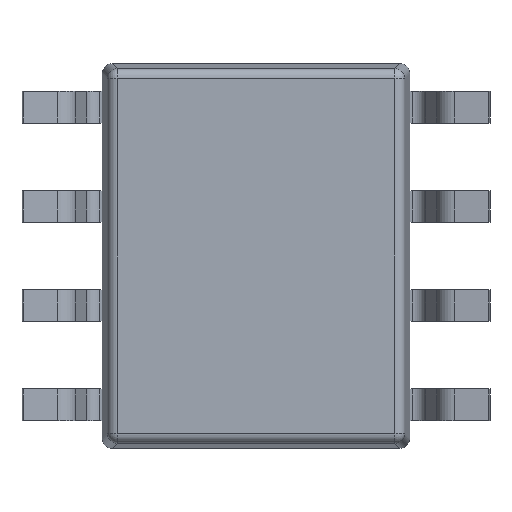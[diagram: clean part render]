
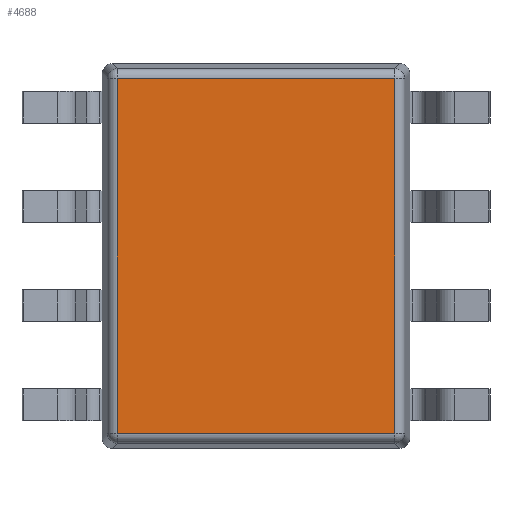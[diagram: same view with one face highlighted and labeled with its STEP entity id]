
A CAD part, front view. The second image highlights one B-rep face of the part: STEP entity #4688.
In plain terms, the highlighted planar face has unit normal (0, -1, 0).
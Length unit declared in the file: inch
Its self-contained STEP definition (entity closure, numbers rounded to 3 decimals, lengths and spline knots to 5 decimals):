
#156 = VECTOR ( 'NONE', #3956, 39.37008 ) ;
#761 = EDGE_LOOP ( 'NONE', ( #1024, #4637, #927, #2931 ) ) ;
#900 = CARTESIAN_POINT ( 'NONE',  ( -0.06999, 0.0098, -0.08949 ) ) ;
#927 = ORIENTED_EDGE ( 'NONE', *, *, #3312, .T. ) ;
#931 = CARTESIAN_POINT ( 'NONE',  ( -0.06999, 0.0098, -0.09392 ) ) ;
#1024 = ORIENTED_EDGE ( 'NONE', *, *, #4664, .T. ) ;
#1064 = DIRECTION ( 'NONE',  ( 0., 0., 1. ) ) ;
#1359 = DIRECTION ( 'NONE',  ( 0., -1., 0. ) ) ;
#1440 = LINE ( 'NONE', #3045, #1849 ) ;
#1496 = VERTEX_POINT ( 'NONE', #4204 ) ;
#1521 = LINE ( 'NONE', #2614, #2921 ) ;
#1589 = CARTESIAN_POINT ( 'NONE',  ( -0.07442, 0.0098, 0.08949 ) ) ;
#1849 = VECTOR ( 'NONE', #3752, 39.37008 ) ;
#1858 = EDGE_CURVE ( 'NONE', #2987, #1496, #1521, .T. ) ;
#1911 = AXIS2_PLACEMENT_3D ( 'NONE', #2411, #1359, #2889 ) ;
#2040 = LINE ( 'NONE', #931, #156 ) ;
#2411 = CARTESIAN_POINT ( 'NONE',  ( 0., 0.0098, 0. ) ) ;
#2517 = VERTEX_POINT ( 'NONE', #900 ) ;
#2614 = CARTESIAN_POINT ( 'NONE',  ( 0.06999, 0.0098, 0.09392 ) ) ;
#2889 = DIRECTION ( 'NONE',  ( 0., 0., -1. ) ) ;
#2921 = VECTOR ( 'NONE', #1064, 39.37008 ) ;
#2931 = ORIENTED_EDGE ( 'NONE', *, *, #1858, .T. ) ;
#2987 = VERTEX_POINT ( 'NONE', #3434 ) ;
#3045 = CARTESIAN_POINT ( 'NONE',  ( 0.07442, 0.0098, -0.08949 ) ) ;
#3127 = DIRECTION ( 'NONE',  ( -1., 0., 0. ) ) ;
#3312 = EDGE_CURVE ( 'NONE', #2517, #2987, #1440, .T. ) ;
#3434 = CARTESIAN_POINT ( 'NONE',  ( 0.06999, 0.0098, -0.08949 ) ) ;
#3499 = LINE ( 'NONE', #1589, #4285 ) ;
#3752 = DIRECTION ( 'NONE',  ( 1., 0., 0. ) ) ;
#3931 = FACE_OUTER_BOUND ( 'NONE', #761, .T. ) ;
#3956 = DIRECTION ( 'NONE',  ( 0., 0., -1. ) ) ;
#4204 = CARTESIAN_POINT ( 'NONE',  ( 0.06999, 0.0098, 0.08949 ) ) ;
#4285 = VECTOR ( 'NONE', #3127, 39.37008 ) ;
#4297 = PLANE ( 'NONE',  #1911 ) ;
#4424 = CARTESIAN_POINT ( 'NONE',  ( -0.06999, 0.0098, 0.08949 ) ) ;
#4637 = ORIENTED_EDGE ( 'NONE', *, *, #4749, .T. ) ;
#4664 = EDGE_CURVE ( 'NONE', #1496, #4894, #3499, .T. ) ;
#4688 = ADVANCED_FACE ( 'NONE', ( #3931 ), #4297, .T. ) ;
#4749 = EDGE_CURVE ( 'NONE', #4894, #2517, #2040, .T. ) ;
#4894 = VERTEX_POINT ( 'NONE', #4424 ) ;
